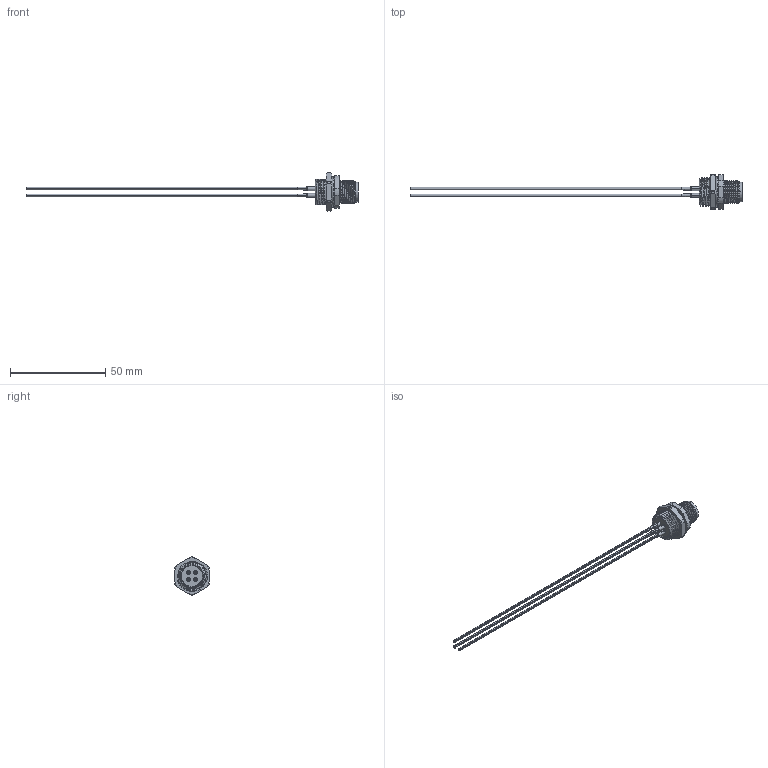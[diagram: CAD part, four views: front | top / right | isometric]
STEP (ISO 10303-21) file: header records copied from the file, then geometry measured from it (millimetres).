
FILE_DESCRIPTION (( 'STEP AP203' ), '1' );
FILE_NAME ('10-05524_revA.STEP', '2023-09-26T15:48:09', ( '' ), ( '' ), 'SwSTEP 2.0', 'SolidWorks 2021', '' );
FILE_SCHEMA (( 'CONFIG_CONTROL_DESIGN' ));
Length unit declared in the file: millimetre
Products named in the file (12): 10-05524_revA; 54-00339-03___; 54-00339-02; 54-00339; 30-01753_blunt cut; 30-01754_blunt cut; 54-00339-01___; Heat shrink; 54-00339-05___; 54-00339-04___; 30-01752_blunt cut; 30-01755_blunt cut
Assembly tree (17 placements, depth 3):
  10-05524_revA
    54-00339
      54-00339-01___
      54-00339-02
      54-00339-03___  x4
      54-00339-04___
      54-00339-05___
    Heat shrink  x4
    30-01752_blunt cut
    30-01753_blunt cut
    30-01754_blunt cut
    30-01755_blunt cut
Bounding box: 174.3 x 18 x 20 mm (x, y, z)
Volume: 3878.4 mm3; surface area: 18180.4 mm2
Topology: 84 solids, 84 shells, 784 faces, 1707 edges, 1109 vertices
Faces by surface type: cylinder 432, plane 235, cone 56, torus 28, bspline 25, sphere 8
Entity records: 23820 total; most frequent: CARTESIAN_POINT 7462, DIRECTION 3328, ORIENTED_EDGE 2870, EDGE_CURVE 1435, AXIS2_PLACEMENT_3D 1421, VERTEX_POINT 947, EDGE_LOOP 822, CIRCLE 755
